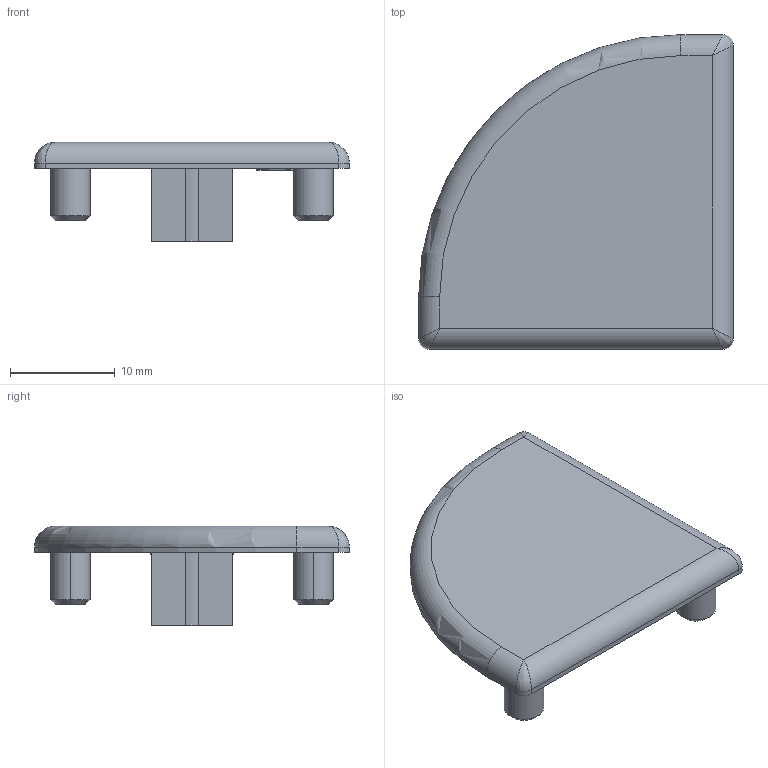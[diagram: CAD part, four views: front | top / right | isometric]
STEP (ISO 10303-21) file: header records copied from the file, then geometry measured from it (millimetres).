
FILE_DESCRIPTION (( 'STEP AP203' ), '1' );
FILE_NAME ('084.201.063.STEP', '2015-02-10T09:48:22', ( '' ), ( '' ), 'SwSTEP 2.0', 'SolidWorks 2012', '' );
FILE_SCHEMA (( 'CONFIG_CONTROL_DESIGN' ));
Length unit declared in the file: millimetre
Products named in the file (1): 084.201.063
Bounding box: 30 x 30 x 9.5 mm (x, y, z)
Volume: 2115.3 mm3; surface area: 2100 mm2
Topology: 1 solids, 1 shells, 99 faces, 256 edges, 163 vertices
Faces by surface type: plane 70, cylinder 19, cone 6, bspline 3, torus 1
Entity records: 3138 total; most frequent: CARTESIAN_POINT 657, ORIENTED_EDGE 506, DIRECTION 480, EDGE_CURVE 253, VECTOR 208, LINE 208, VERTEX_POINT 163, AXIS2_PLACEMENT_3D 136
